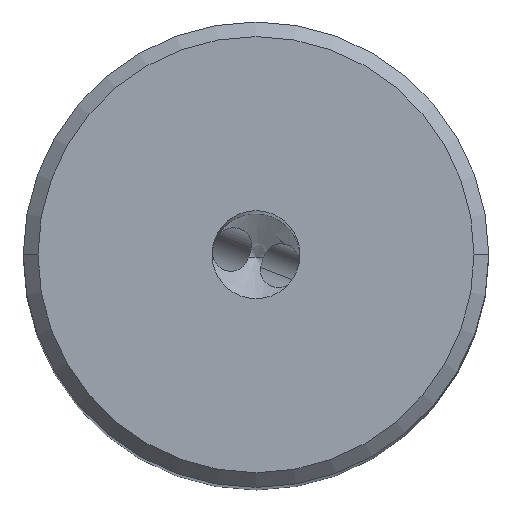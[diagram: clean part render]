
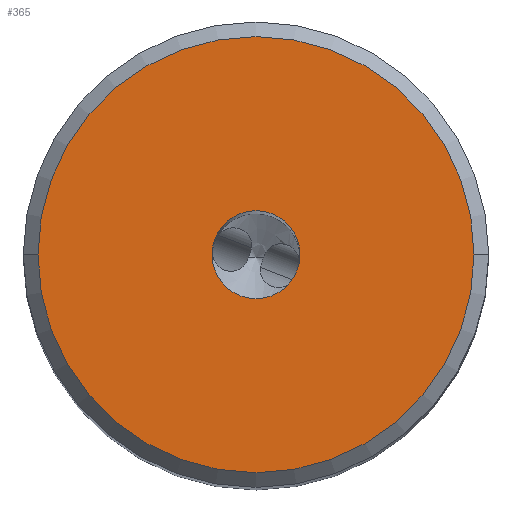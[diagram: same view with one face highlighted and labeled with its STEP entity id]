
A CAD part, top view. The second image highlights one B-rep face of the part: STEP entity #365.
In plain terms, the highlighted planar face has unit normal (0, 0, 1).
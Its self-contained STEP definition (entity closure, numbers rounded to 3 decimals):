
#108=FACE_BOUND('',#1065,.T.);
#109=FACE_BOUND('',#1066,.T.);
#212=PLANE('',#5904);
#365=ADVANCED_FACE('',(#108,#109),#212,.T.);
#1065=EDGE_LOOP('',(#3003,#3004));
#1066=EDGE_LOOP('',(#3005,#3006));
#1385=CIRCLE('',#5890,3.);
#1389=CIRCLE('',#5897,3.);
#1390=CIRCLE('',#5902,14.875);
#1391=CIRCLE('',#5903,14.875);
#3003=ORIENTED_EDGE('',*,*,#4849,.F.);
#3004=ORIENTED_EDGE('',*,*,#4850,.F.);
#3005=ORIENTED_EDGE('',*,*,#4842,.F.);
#3006=ORIENTED_EDGE('',*,*,#4829,.F.);
#4104=VERTEX_POINT('',#11307);
#4105=VERTEX_POINT('',#11309);
#4117=VERTEX_POINT('',#11652);
#4118=VERTEX_POINT('',#11653);
#4829=EDGE_CURVE('',#4104,#4105,#1385,.T.);
#4842=EDGE_CURVE('',#4105,#4104,#1389,.T.);
#4849=EDGE_CURVE('',#4117,#4118,#1390,.T.);
#4850=EDGE_CURVE('',#4118,#4117,#1391,.T.);
#5890=AXIS2_PLACEMENT_3D('',#11308,#7034,#7035);
#5897=AXIS2_PLACEMENT_3D('',#11525,#7051,#7052);
#5902=AXIS2_PLACEMENT_3D('',#11651,#7063,#7064);
#5903=AXIS2_PLACEMENT_3D('',#11654,#7065,#7066);
#5904=AXIS2_PLACEMENT_3D('',#11655,#7067,#7068);
#7034=DIRECTION('',(0.,0.,1.));
#7035=DIRECTION('',(-1.,0.,0.));
#7051=DIRECTION('',(0.,0.,1.));
#7052=DIRECTION('',(1.,0.,0.));
#7063=DIRECTION('',(0.,0.,-1.));
#7064=DIRECTION('',(-1.,0.,0.));
#7065=DIRECTION('',(0.,0.,-1.));
#7066=DIRECTION('',(1.,0.,0.));
#7067=DIRECTION('',(0.,0.,1.));
#7068=DIRECTION('',(1.,0.,0.));
#11307=CARTESIAN_POINT('',(-3.,0.,0.));
#11308=CARTESIAN_POINT('',(0.,0.,0.));
#11309=CARTESIAN_POINT('',(3.,0.,0.));
#11525=CARTESIAN_POINT('',(0.,0.,0.));
#11651=CARTESIAN_POINT('',(0.,0.,0.));
#11652=CARTESIAN_POINT('',(-14.875,0.,0.));
#11653=CARTESIAN_POINT('',(14.875,0.,0.));
#11654=CARTESIAN_POINT('',(0.,0.,0.));
#11655=CARTESIAN_POINT('',(0.,0.,0.));
